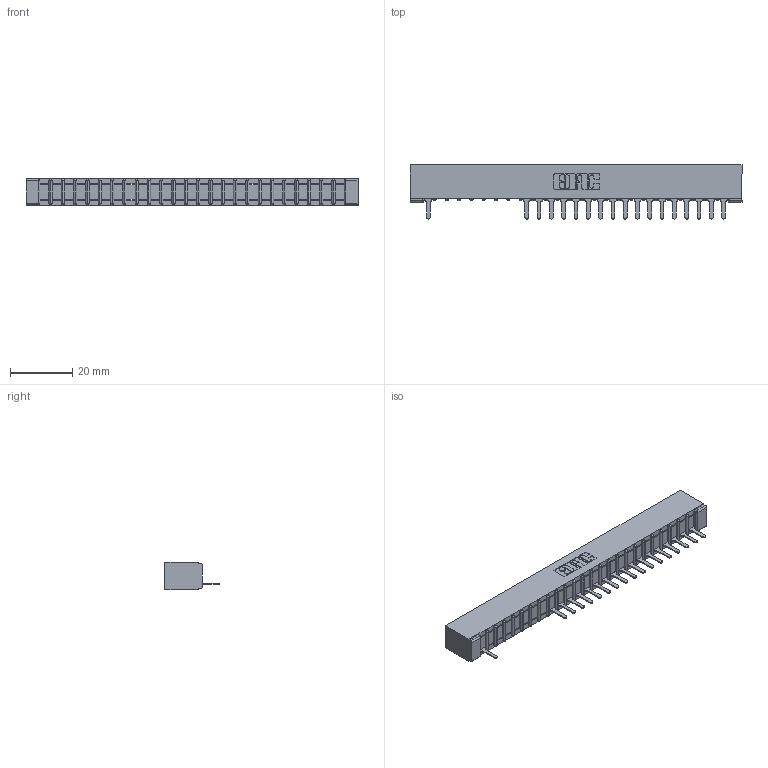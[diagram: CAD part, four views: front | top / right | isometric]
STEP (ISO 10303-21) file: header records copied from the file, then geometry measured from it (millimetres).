
FILE_DESCRIPTION (( 'STEP AP203' ), '1' );
FILE_NAME ('307-025-525-101.STEP', '2018-08-04T07:38:20', ( '' ), ( '' ), 'SwSTEP 2.0', 'SolidWorks 2016', '' );
FILE_SCHEMA (( 'CONFIG_CONTROL_DESIGN' ));
Length unit declared in the file: inch
Products named in the file (3): 307 Part_No Mounting Lugs; 307-290-001_525; 307-025-525-101
Assembly tree (19 placements, depth 2):
  307-025-525-101
    307 Part_No Mounting Lugs
    307-290-001_525  x18
Bounding box: 106.93 x 17.42 x 8.71 mm (x, y, z)
Volume: 6827.1 mm3; surface area: 10293.5 mm2
Topology: 19 solids, 19 shells, 1284 faces, 3663 edges, 2346 vertices
Faces by surface type: plane 816, cylinder 416, sphere 52
Entity records: 22994 total; most frequent: CARTESIAN_POINT 3897, ORIENTED_EDGE 3890, DIRECTION 3791, EDGE_CURVE 1945, LINE 1487, VECTOR 1487, VERTEX_POINT 1258, AXIS2_PLACEMENT_3D 1152
